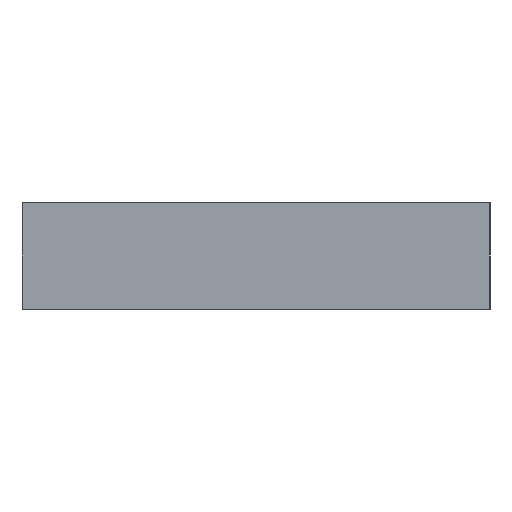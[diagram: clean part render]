
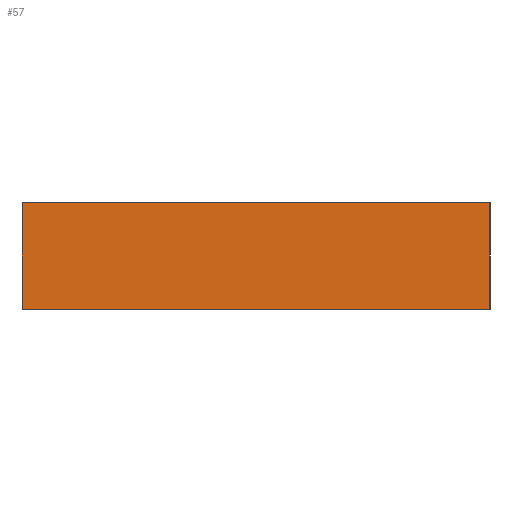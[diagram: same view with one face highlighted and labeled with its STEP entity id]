
A CAD part, left-side view. The second image highlights one B-rep face of the part: STEP entity #57.
In plain terms, the highlighted planar face has unit normal (-1, 0, 0).
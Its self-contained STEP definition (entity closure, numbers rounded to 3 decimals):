
#2 = ORIENTED_EDGE ( 'NONE', *, *, #266, .T. ) ;
#7 = LINE ( 'NONE', #230, #19 ) ;
#15 = EDGE_CURVE ( 'NONE', #67, #64, #75, .T. ) ;
#18 = VECTOR ( 'NONE', #213, 1000. ) ;
#19 = VECTOR ( 'NONE', #228, 1000. ) ;
#24 = CARTESIAN_POINT ( 'NONE',  ( -232.5, -17.5, 8. ) ) ;
#34 = DIRECTION ( 'NONE',  ( 0., -1., 0. ) ) ;
#37 = PLANE ( 'NONE',  #120 ) ;
#57 = ADVANCED_FACE ( 'NONE', ( #248 ), #37, .F. ) ;
#58 = CARTESIAN_POINT ( 'NONE',  ( -232.5, 17.5, 8. ) ) ;
#64 = VERTEX_POINT ( 'NONE', #320 ) ;
#67 = VERTEX_POINT ( 'NONE', #291 ) ;
#75 = LINE ( 'NONE', #431, #81 ) ;
#81 = VECTOR ( 'NONE', #34, 1000. ) ;
#104 = EDGE_CURVE ( 'NONE', #67, #279, #287, .T. ) ;
#118 = CARTESIAN_POINT ( 'NONE',  ( -232.5, -17.5, 0. ) ) ;
#120 = AXIS2_PLACEMENT_3D ( 'NONE', #24, #456, #365 ) ;
#192 = CARTESIAN_POINT ( 'NONE',  ( -232.5, 17.5, 0. ) ) ;
#213 = DIRECTION ( 'NONE',  ( 0., 0., -1. ) ) ;
#214 = EDGE_CURVE ( 'NONE', #64, #254, #438, .T. ) ;
#226 = DIRECTION ( 'NONE',  ( 0., 0., -1. ) ) ;
#227 = VECTOR ( 'NONE', #226, 1000. ) ;
#228 = DIRECTION ( 'NONE',  ( 0., -1., 0. ) ) ;
#230 = CARTESIAN_POINT ( 'NONE',  ( -232.5, -17.5, 0. ) ) ;
#248 = FACE_OUTER_BOUND ( 'NONE', #313, .T. ) ;
#254 = VERTEX_POINT ( 'NONE', #118 ) ;
#266 = EDGE_CURVE ( 'NONE', #279, #254, #7, .T. ) ;
#279 = VERTEX_POINT ( 'NONE', #192 ) ;
#287 = LINE ( 'NONE', #58, #18 ) ;
#291 = CARTESIAN_POINT ( 'NONE',  ( -232.5, 17.5, 8. ) ) ;
#313 = EDGE_LOOP ( 'NONE', ( #2, #350, #447, #366 ) ) ;
#320 = CARTESIAN_POINT ( 'NONE',  ( -232.5, -17.5, 8. ) ) ;
#350 = ORIENTED_EDGE ( 'NONE', *, *, #214, .F. ) ;
#365 = DIRECTION ( 'NONE',  ( 0., 0., -1. ) ) ;
#366 = ORIENTED_EDGE ( 'NONE', *, *, #104, .T. ) ;
#431 = CARTESIAN_POINT ( 'NONE',  ( -232.5, -17.5, 8. ) ) ;
#437 = CARTESIAN_POINT ( 'NONE',  ( -232.5, -17.5, 8. ) ) ;
#438 = LINE ( 'NONE', #437, #227 ) ;
#447 = ORIENTED_EDGE ( 'NONE', *, *, #15, .F. ) ;
#456 = DIRECTION ( 'NONE',  ( 1., 0., 0. ) ) ;
